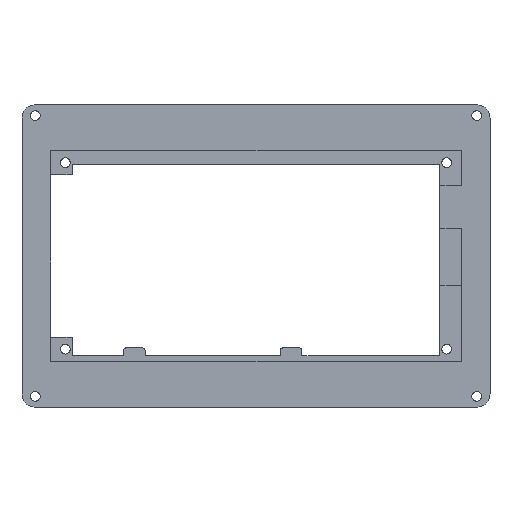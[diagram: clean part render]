
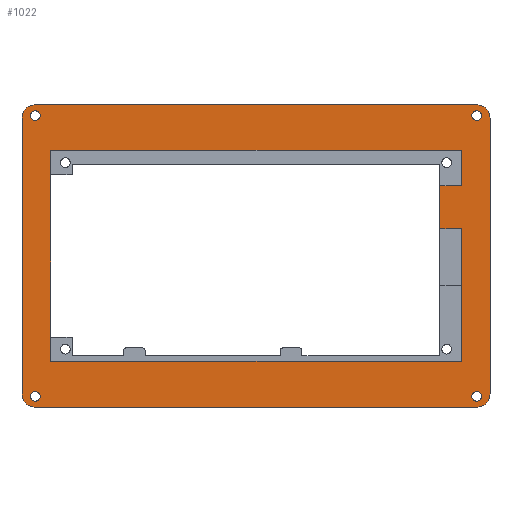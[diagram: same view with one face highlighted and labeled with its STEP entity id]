
A CAD part, top view. The second image highlights one B-rep face of the part: STEP entity #1022.
In plain terms, the highlighted planar face has unit normal (0, 0, 1).
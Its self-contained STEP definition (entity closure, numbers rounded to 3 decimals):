
#28=FACE_BOUND('',#180,.T.);
#29=FACE_BOUND('',#181,.T.);
#30=FACE_BOUND('',#182,.T.);
#31=FACE_BOUND('',#183,.T.);
#32=FACE_BOUND('',#184,.T.);
#66=PLANE('',#1118);
#116=FACE_OUTER_BOUND('',#179,.T.);
#179=EDGE_LOOP('',(#935,#936,#937,#938,#939,#940,#941,#942));
#180=EDGE_LOOP('',(#943,#944,#945,#946,#947,#948,#949,#950,#951,#952));
#181=EDGE_LOOP('',(#953));
#182=EDGE_LOOP('',(#954));
#183=EDGE_LOOP('',(#955));
#184=EDGE_LOOP('',(#956));
#230=LINE('',#1514,#340);
#233=LINE('',#1520,#343);
#235=LINE('',#1524,#345);
#237=LINE('',#1527,#347);
#239=LINE('',#1532,#349);
#242=LINE('',#1538,#352);
#244=LINE('',#1542,#354);
#246=LINE('',#1545,#356);
#265=LINE('',#1588,#375);
#273=LINE('',#1603,#383);
#284=LINE('',#1653,#394);
#287=LINE('',#1661,#397);
#290=LINE('',#1669,#400);
#293=LINE('',#1677,#403);
#340=VECTOR('',#1216,10.);
#343=VECTOR('',#1221,10.);
#345=VECTOR('',#1225,10.);
#347=VECTOR('',#1229,10.);
#349=VECTOR('',#1233,10.);
#352=VECTOR('',#1238,10.);
#354=VECTOR('',#1242,10.);
#356=VECTOR('',#1246,10.);
#375=VECTOR('',#1293,10.);
#383=VECTOR('',#1309,10.);
#394=VECTOR('',#1360,10.);
#397=VECTOR('',#1369,10.);
#400=VECTOR('',#1378,10.);
#403=VECTOR('',#1387,10.);
#429=CIRCLE('',#1099,1.8);
#430=CIRCLE('',#1101,1.8);
#431=CIRCLE('',#1103,1.8);
#432=CIRCLE('',#1105,1.8);
#433=CIRCLE('',#1108,4.9);
#434=CIRCLE('',#1111,4.9);
#435=CIRCLE('',#1114,4.9);
#436=CIRCLE('',#1117,4.9);
#483=VERTEX_POINT('',#1511);
#484=VERTEX_POINT('',#1513);
#485=VERTEX_POINT('',#1517);
#486=VERTEX_POINT('',#1519);
#487=VERTEX_POINT('',#1523);
#488=VERTEX_POINT('',#1529);
#489=VERTEX_POINT('',#1531);
#490=VERTEX_POINT('',#1535);
#491=VERTEX_POINT('',#1537);
#492=VERTEX_POINT('',#1541);
#519=VERTEX_POINT('',#1634);
#520=VERTEX_POINT('',#1638);
#521=VERTEX_POINT('',#1642);
#522=VERTEX_POINT('',#1646);
#523=VERTEX_POINT('',#1650);
#524=VERTEX_POINT('',#1652);
#525=VERTEX_POINT('',#1656);
#526=VERTEX_POINT('',#1660);
#527=VERTEX_POINT('',#1664);
#528=VERTEX_POINT('',#1668);
#529=VERTEX_POINT('',#1672);
#530=VERTEX_POINT('',#1676);
#588=EDGE_CURVE('',#484,#483,#230,.T.);
#591=EDGE_CURVE('',#486,#485,#233,.T.);
#593=EDGE_CURVE('',#487,#486,#235,.T.);
#595=EDGE_CURVE('',#483,#487,#237,.T.);
#597=EDGE_CURVE('',#489,#488,#239,.T.);
#600=EDGE_CURVE('',#491,#490,#242,.T.);
#602=EDGE_CURVE('',#492,#491,#244,.T.);
#604=EDGE_CURVE('',#488,#492,#246,.T.);
#626=EDGE_CURVE('',#490,#484,#265,.T.);
#634=EDGE_CURVE('',#485,#489,#273,.T.);
#649=EDGE_CURVE('',#519,#519,#429,.T.);
#651=EDGE_CURVE('',#520,#520,#430,.T.);
#653=EDGE_CURVE('',#521,#521,#431,.T.);
#655=EDGE_CURVE('',#522,#522,#432,.T.);
#658=EDGE_CURVE('',#524,#523,#284,.T.);
#660=EDGE_CURVE('',#525,#524,#433,.T.);
#662=EDGE_CURVE('',#526,#525,#287,.T.);
#664=EDGE_CURVE('',#527,#526,#434,.T.);
#666=EDGE_CURVE('',#528,#527,#290,.T.);
#668=EDGE_CURVE('',#529,#528,#435,.T.);
#670=EDGE_CURVE('',#530,#529,#293,.T.);
#672=EDGE_CURVE('',#523,#530,#436,.T.);
#935=ORIENTED_EDGE('',*,*,#672,.T.);
#936=ORIENTED_EDGE('',*,*,#670,.T.);
#937=ORIENTED_EDGE('',*,*,#668,.T.);
#938=ORIENTED_EDGE('',*,*,#666,.T.);
#939=ORIENTED_EDGE('',*,*,#664,.T.);
#940=ORIENTED_EDGE('',*,*,#662,.T.);
#941=ORIENTED_EDGE('',*,*,#660,.T.);
#942=ORIENTED_EDGE('',*,*,#658,.T.);
#943=ORIENTED_EDGE('',*,*,#591,.T.);
#944=ORIENTED_EDGE('',*,*,#634,.T.);
#945=ORIENTED_EDGE('',*,*,#597,.T.);
#946=ORIENTED_EDGE('',*,*,#604,.T.);
#947=ORIENTED_EDGE('',*,*,#602,.T.);
#948=ORIENTED_EDGE('',*,*,#600,.T.);
#949=ORIENTED_EDGE('',*,*,#626,.T.);
#950=ORIENTED_EDGE('',*,*,#588,.T.);
#951=ORIENTED_EDGE('',*,*,#595,.T.);
#952=ORIENTED_EDGE('',*,*,#593,.T.);
#953=ORIENTED_EDGE('',*,*,#649,.T.);
#954=ORIENTED_EDGE('',*,*,#651,.T.);
#955=ORIENTED_EDGE('',*,*,#653,.T.);
#956=ORIENTED_EDGE('',*,*,#655,.T.);
#1022=ADVANCED_FACE('',(#116,#28,#29,#30,#31,#32),#66,.T.);
#1099=AXIS2_PLACEMENT_3D('',#1635,#1339,#1340);
#1101=AXIS2_PLACEMENT_3D('',#1639,#1344,#1345);
#1103=AXIS2_PLACEMENT_3D('',#1643,#1349,#1350);
#1105=AXIS2_PLACEMENT_3D('',#1647,#1354,#1355);
#1108=AXIS2_PLACEMENT_3D('',#1657,#1364,#1365);
#1111=AXIS2_PLACEMENT_3D('',#1665,#1373,#1374);
#1114=AXIS2_PLACEMENT_3D('',#1673,#1382,#1383);
#1117=AXIS2_PLACEMENT_3D('',#1680,#1391,#1392);
#1118=AXIS2_PLACEMENT_3D('',#1681,#1393,#1394);
#1216=DIRECTION('',(0.,1.,0.));
#1221=DIRECTION('',(-1.,0.,0.));
#1225=DIRECTION('',(0.,-1.,0.));
#1229=DIRECTION('',(1.,0.,0.));
#1233=DIRECTION('',(1.,0.,0.));
#1238=DIRECTION('',(0.,1.,0.));
#1242=DIRECTION('',(-1.,0.,0.));
#1246=DIRECTION('',(0.,-1.,0.));
#1293=DIRECTION('',(0.,1.,0.));
#1309=DIRECTION('',(0.,-1.,0.));
#1339=DIRECTION('center_axis',(0.,0.,-1.));
#1340=DIRECTION('ref_axis',(-1.,0.,0.));
#1344=DIRECTION('center_axis',(0.,0.,-1.));
#1345=DIRECTION('ref_axis',(-1.,0.,0.));
#1349=DIRECTION('center_axis',(0.,0.,-1.));
#1350=DIRECTION('ref_axis',(-1.,0.,0.));
#1354=DIRECTION('center_axis',(0.,0.,-1.));
#1355=DIRECTION('ref_axis',(-1.,0.,0.));
#1360=DIRECTION('',(1.,0.,0.));
#1364=DIRECTION('center_axis',(0.,0.,1.));
#1365=DIRECTION('ref_axis',(1.,0.,0.));
#1369=DIRECTION('',(0.,-1.,0.));
#1373=DIRECTION('center_axis',(0.,0.,1.));
#1374=DIRECTION('ref_axis',(1.,0.,0.));
#1378=DIRECTION('',(-1.,0.,0.));
#1382=DIRECTION('center_axis',(0.,0.,1.));
#1383=DIRECTION('ref_axis',(1.,0.,0.));
#1387=DIRECTION('',(0.,1.,0.));
#1391=DIRECTION('center_axis',(0.,0.,1.));
#1392=DIRECTION('ref_axis',(1.,0.,0.));
#1393=DIRECTION('center_axis',(0.,0.,1.));
#1394=DIRECTION('ref_axis',(1.,0.,0.));
#1511=CARTESIAN_POINT('',(-76.,39.,3.));
#1513=CARTESIAN_POINT('',(-76.,30.,3.));
#1514=CARTESIAN_POINT('',(-76.,-10.5,3.));
#1517=CARTESIAN_POINT('',(68.,26.,3.));
#1519=CARTESIAN_POINT('',(76.,26.,3.));
#1520=CARTESIAN_POINT('',(78.825,26.,3.));
#1523=CARTESIAN_POINT('',(76.,39.,3.));
#1524=CARTESIAN_POINT('',(76.,-6.,3.));
#1527=CARTESIAN_POINT('',(2.825,39.,3.));
#1529=CARTESIAN_POINT('',(76.,10.,3.));
#1531=CARTESIAN_POINT('',(68.,10.,3.));
#1532=CARTESIAN_POINT('',(74.825,10.,3.));
#1535=CARTESIAN_POINT('',(-76.,-30.,3.));
#1537=CARTESIAN_POINT('',(-76.,-39.,3.));
#1538=CARTESIAN_POINT('',(-76.,-45.,3.));
#1541=CARTESIAN_POINT('',(76.,-39.,3.));
#1542=CARTESIAN_POINT('',(78.825,-39.,3.));
#1545=CARTESIAN_POINT('',(76.,-20.5,3.));
#1588=CARTESIAN_POINT('',(-76.,-10.5,3.));
#1603=CARTESIAN_POINT('',(68.,-44.,3.));
#1634=CARTESIAN_POINT('',(83.45,-51.913,3.));
#1635=CARTESIAN_POINT('Origin',(81.65,-51.913,3.));
#1638=CARTESIAN_POINT('',(-79.85,51.913,3.));
#1639=CARTESIAN_POINT('Origin',(-81.65,51.913,3.));
#1642=CARTESIAN_POINT('',(-79.85,-51.913,3.));
#1643=CARTESIAN_POINT('Origin',(-81.65,-51.913,3.));
#1646=CARTESIAN_POINT('',(83.45,51.913,3.));
#1647=CARTESIAN_POINT('Origin',(81.65,51.913,3.));
#1650=CARTESIAN_POINT('',(81.65,-55.9,3.));
#1652=CARTESIAN_POINT('',(-81.65,-55.9,3.));
#1653=CARTESIAN_POINT('',(-81.65,-55.9,3.));
#1656=CARTESIAN_POINT('',(-86.55,-51.,3.));
#1657=CARTESIAN_POINT('Origin',(-81.65,-51.,3.));
#1660=CARTESIAN_POINT('',(-86.55,51.,3.));
#1661=CARTESIAN_POINT('',(-86.55,51.,3.));
#1664=CARTESIAN_POINT('',(-81.65,55.9,3.));
#1665=CARTESIAN_POINT('Origin',(-81.65,51.,3.));
#1668=CARTESIAN_POINT('',(81.65,55.9,3.));
#1669=CARTESIAN_POINT('',(-81.65,55.9,3.));
#1672=CARTESIAN_POINT('',(86.55,51.,3.));
#1673=CARTESIAN_POINT('Origin',(81.65,51.,3.));
#1676=CARTESIAN_POINT('',(86.55,-51.,3.));
#1677=CARTESIAN_POINT('',(86.55,51.,3.));
#1680=CARTESIAN_POINT('Origin',(81.65,-51.,3.));
#1681=CARTESIAN_POINT('Origin',(81.65,-51.,3.));
